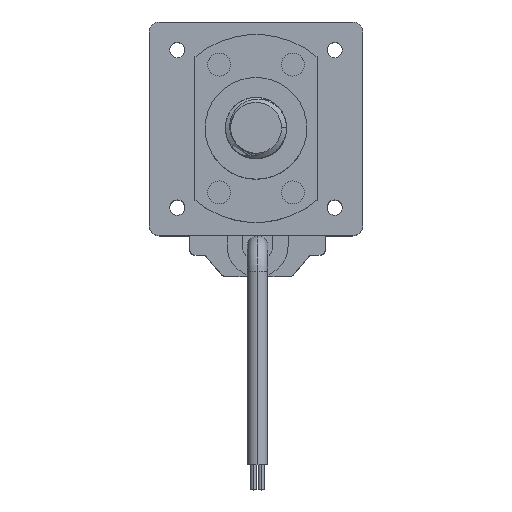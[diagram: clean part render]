
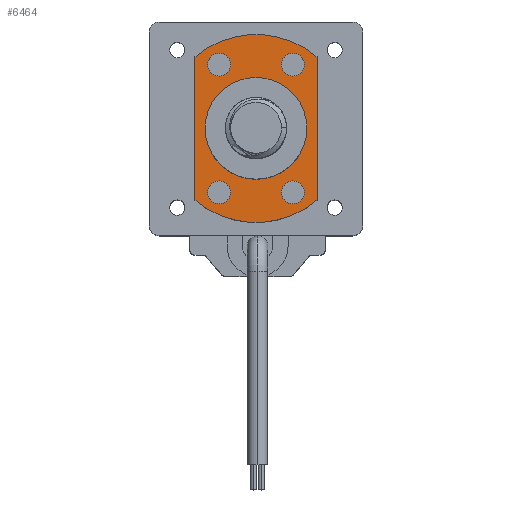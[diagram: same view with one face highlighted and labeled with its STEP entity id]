
A CAD part, top view. The second image highlights one B-rep face of the part: STEP entity #6464.
In plain terms, the highlighted planar face has unit normal (0, 0, 1).
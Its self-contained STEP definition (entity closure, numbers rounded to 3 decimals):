
#203 = AXIS2_PLACEMENT_3D ( 'NONE', #23639, #10316, #1833 ) ;
#256 = CIRCLE ( 'NONE', #14930, 2.25 ) ;
#405 = DIRECTION ( 'NONE',  ( 1., 0., 0. ) ) ;
#460 = ORIENTED_EDGE ( 'NONE', *, *, #24459, .F. ) ;
#897 = VECTOR ( 'NONE', #27606, 1000. ) ;
#1010 = CIRCLE ( 'NONE', #24377, 2.25 ) ;
#1021 = CARTESIAN_POINT ( 'NONE',  ( -12., 14.08, 86.6 ) ) ;
#1511 = CARTESIAN_POINT ( 'NONE',  ( 10., 0., 86.6 ) ) ;
#1736 = VERTEX_POINT ( 'NONE', #14139 ) ;
#1817 = EDGE_CURVE ( 'NONE', #11483, #26745, #19065, .T. ) ;
#1833 = DIRECTION ( 'NONE',  ( 1., 0., 0. ) ) ;
#1927 = DIRECTION ( 'NONE',  ( 0., 0., 1. ) ) ;
#1984 = ORIENTED_EDGE ( 'NONE', *, *, #1817, .F. ) ;
#2049 = DIRECTION ( 'NONE',  ( -1., 0., 0. ) ) ;
#2194 = ORIENTED_EDGE ( 'NONE', *, *, #5733, .F. ) ;
#2767 = FACE_OUTER_BOUND ( 'NONE', #23404, .T. ) ;
#3121 = EDGE_CURVE ( 'NONE', #27258, #12364, #14443, .T. ) ;
#3279 = ORIENTED_EDGE ( 'NONE', *, *, #3121, .T. ) ;
#3698 = DIRECTION ( 'NONE',  ( 0., 0., 1. ) ) ;
#4157 = ORIENTED_EDGE ( 'NONE', *, *, #4472, .F. ) ;
#4369 = DIRECTION ( 'NONE',  ( 1., 0., 0. ) ) ;
#4374 = CARTESIAN_POINT ( 'NONE',  ( 5., -12.557, 86.6 ) ) ;
#4472 = EDGE_CURVE ( 'NONE', #15690, #25577, #13378, .T. ) ;
#4623 = AXIS2_PLACEMENT_3D ( 'NONE', #10739, #3698, #25773 ) ;
#4649 = CARTESIAN_POINT ( 'NONE',  ( 0., 0., 86.6 ) ) ;
#4706 = DIRECTION ( 'NONE',  ( 0., 0., 1. ) ) ;
#4940 = VERTEX_POINT ( 'NONE', #8138 ) ;
#5107 = ORIENTED_EDGE ( 'NONE', *, *, #20446, .F. ) ;
#5372 = VERTEX_POINT ( 'NONE', #6370 ) ;
#5401 = VERTEX_POINT ( 'NONE', #14845 ) ;
#5533 = EDGE_LOOP ( 'NONE', ( #4157, #14234 ) ) ;
#5733 = EDGE_CURVE ( 'NONE', #6147, #28247, #1010, .T. ) ;
#5735 = CARTESIAN_POINT ( 'NONE',  ( 0., 0., 86.6 ) ) ;
#6077 = EDGE_LOOP ( 'NONE', ( #18430, #1984 ) ) ;
#6147 = VERTEX_POINT ( 'NONE', #23937 ) ;
#6370 = CARTESIAN_POINT ( 'NONE',  ( 9.5, 12.557, 86.6 ) ) ;
#6384 = DIRECTION ( 'NONE',  ( 0., 0., 1. ) ) ;
#6464 = ADVANCED_FACE ( 'NONE', ( #9254, #15993, #26725, #2767, #7099, #24713 ), #7240, .T. ) ;
#6613 = CIRCLE ( 'NONE', #203, 2.25 ) ;
#6975 = AXIS2_PLACEMENT_3D ( 'NONE', #13214, #11069, #22494 ) ;
#7099 = FACE_BOUND ( 'NONE', #22561, .T. ) ;
#7240 = PLANE ( 'NONE',  #10644 ) ;
#7346 = LINE ( 'NONE', #1021, #26368 ) ;
#7542 = CIRCLE ( 'NONE', #12136, 18.5 ) ;
#7595 = ORIENTED_EDGE ( 'NONE', *, *, #22624, .T. ) ;
#8138 = CARTESIAN_POINT ( 'NONE',  ( -5., -12.557, 86.6 ) ) ;
#8297 = CIRCLE ( 'NONE', #4623, 18.5 ) ;
#8450 = DIRECTION ( 'NONE',  ( 0., 0., 1. ) ) ;
#9254 = FACE_BOUND ( 'NONE', #6077, .T. ) ;
#9370 = CIRCLE ( 'NONE', #25448, 2.25 ) ;
#9990 = CARTESIAN_POINT ( 'NONE',  ( -5., 12.557, 86.6 ) ) ;
#10316 = DIRECTION ( 'NONE',  ( 0., 0., 1. ) ) ;
#10392 = VERTEX_POINT ( 'NONE', #13101 ) ;
#10644 = AXIS2_PLACEMENT_3D ( 'NONE', #4649, #15859, #15718 ) ;
#10671 = CARTESIAN_POINT ( 'NONE',  ( -7.25, -12.557, 86.6 ) ) ;
#10739 = CARTESIAN_POINT ( 'NONE',  ( 0., 0., 86.6 ) ) ;
#10831 = DIRECTION ( 'NONE',  ( 1., 0., 0. ) ) ;
#10983 = CARTESIAN_POINT ( 'NONE',  ( -7.25, 12.557, 86.6 ) ) ;
#11069 = DIRECTION ( 'NONE',  ( 0., 0., 1. ) ) ;
#11483 = VERTEX_POINT ( 'NONE', #1511 ) ;
#11621 = ORIENTED_EDGE ( 'NONE', *, *, #24692, .F. ) ;
#12136 = AXIS2_PLACEMENT_3D ( 'NONE', #5735, #27797, #22952 ) ;
#12216 = CARTESIAN_POINT ( 'NONE',  ( 7.25, -12.557, 86.6 ) ) ;
#12364 = VERTEX_POINT ( 'NONE', #20482 ) ;
#12608 = CIRCLE ( 'NONE', #27695, 2.25 ) ;
#12658 = CARTESIAN_POINT ( 'NONE',  ( -9.5, 12.557, 86.6 ) ) ;
#12813 = DIRECTION ( 'NONE',  ( 0., 0., 1. ) ) ;
#13101 = CARTESIAN_POINT ( 'NONE',  ( -12., 14.08, 86.6 ) ) ;
#13214 = CARTESIAN_POINT ( 'NONE',  ( -7.25, 12.557, 86.6 ) ) ;
#13378 = CIRCLE ( 'NONE', #6975, 2.25 ) ;
#13948 = EDGE_LOOP ( 'NONE', ( #5107, #2194 ) ) ;
#14139 = CARTESIAN_POINT ( 'NONE',  ( 5., 12.557, 86.6 ) ) ;
#14234 = ORIENTED_EDGE ( 'NONE', *, *, #22361, .F. ) ;
#14443 = LINE ( 'NONE', #23192, #897 ) ;
#14515 = EDGE_CURVE ( 'NONE', #19708, #27258, #8297, .T. ) ;
#14845 = CARTESIAN_POINT ( 'NONE',  ( -9.5, -12.557, 86.6 ) ) ;
#14930 = AXIS2_PLACEMENT_3D ( 'NONE', #10671, #12813, #2049 ) ;
#15265 = EDGE_CURVE ( 'NONE', #26745, #11483, #27522, .T. ) ;
#15363 = CIRCLE ( 'NONE', #25866, 2.25 ) ;
#15429 = CARTESIAN_POINT ( 'NONE',  ( 0., 0., 86.6 ) ) ;
#15690 = VERTEX_POINT ( 'NONE', #12658 ) ;
#15718 = DIRECTION ( 'NONE',  ( 1., 0., 0. ) ) ;
#15859 = DIRECTION ( 'NONE',  ( 0., 0., 1. ) ) ;
#15993 = FACE_BOUND ( 'NONE', #25252, .T. ) ;
#17106 = CARTESIAN_POINT ( 'NONE',  ( 7.25, -12.557, 86.6 ) ) ;
#17281 = ORIENTED_EDGE ( 'NONE', *, *, #14515, .T. ) ;
#17551 = CARTESIAN_POINT ( 'NONE',  ( 12., -14.08, 86.6 ) ) ;
#18012 = ORIENTED_EDGE ( 'NONE', *, *, #27152, .F. ) ;
#18124 = CIRCLE ( 'NONE', #20391, 2.25 ) ;
#18387 = DIRECTION ( 'NONE',  ( 0., 0., 1. ) ) ;
#18430 = ORIENTED_EDGE ( 'NONE', *, *, #15265, .F. ) ;
#19065 = CIRCLE ( 'NONE', #21354, 10. ) ;
#19708 = VERTEX_POINT ( 'NONE', #21731 ) ;
#20391 = AXIS2_PLACEMENT_3D ( 'NONE', #28221, #8450, #26210 ) ;
#20394 = DIRECTION ( 'NONE',  ( -1., 0., 0. ) ) ;
#20446 = EDGE_CURVE ( 'NONE', #28247, #6147, #15363, .T. ) ;
#20482 = CARTESIAN_POINT ( 'NONE',  ( 12., 14.08, 86.6 ) ) ;
#20588 = ORIENTED_EDGE ( 'NONE', *, *, #21181, .F. ) ;
#20843 = ORIENTED_EDGE ( 'NONE', *, *, #24206, .T. ) ;
#21181 = EDGE_CURVE ( 'NONE', #5372, #1736, #6613, .T. ) ;
#21354 = AXIS2_PLACEMENT_3D ( 'NONE', #25589, #1927, #10831 ) ;
#21689 = DIRECTION ( 'NONE',  ( 0., 0., 1. ) ) ;
#21731 = CARTESIAN_POINT ( 'NONE',  ( -12., -14.08, 86.6 ) ) ;
#22361 = EDGE_CURVE ( 'NONE', #25577, #15690, #9370, .T. ) ;
#22494 = DIRECTION ( 'NONE',  ( 1., 0., 0. ) ) ;
#22561 = EDGE_LOOP ( 'NONE', ( #11621, #20588 ) ) ;
#22624 = EDGE_CURVE ( 'NONE', #10392, #19708, #7346, .T. ) ;
#22690 = DIRECTION ( 'NONE',  ( 0., -1., 0. ) ) ;
#22952 = DIRECTION ( 'NONE',  ( 1., 0., 0. ) ) ;
#23192 = CARTESIAN_POINT ( 'NONE',  ( 12., 14.08, 86.6 ) ) ;
#23404 = EDGE_LOOP ( 'NONE', ( #17281, #3279, #20843, #7595 ) ) ;
#23639 = CARTESIAN_POINT ( 'NONE',  ( 7.25, 12.557, 86.6 ) ) ;
#23738 = DIRECTION ( 'NONE',  ( 0., 0., 1. ) ) ;
#23937 = CARTESIAN_POINT ( 'NONE',  ( 9.5, -12.557, 86.6 ) ) ;
#24206 = EDGE_CURVE ( 'NONE', #12364, #10392, #7542, .T. ) ;
#24360 = CARTESIAN_POINT ( 'NONE',  ( 7.25, 12.557, 86.6 ) ) ;
#24377 = AXIS2_PLACEMENT_3D ( 'NONE', #17106, #21689, #27094 ) ;
#24459 = EDGE_CURVE ( 'NONE', #4940, #5401, #18124, .T. ) ;
#24692 = EDGE_CURVE ( 'NONE', #1736, #5372, #12608, .T. ) ;
#24713 = FACE_BOUND ( 'NONE', #13948, .T. ) ;
#25252 = EDGE_LOOP ( 'NONE', ( #18012, #460 ) ) ;
#25448 = AXIS2_PLACEMENT_3D ( 'NONE', #10983, #6384, #4369 ) ;
#25577 = VERTEX_POINT ( 'NONE', #9990 ) ;
#25589 = CARTESIAN_POINT ( 'NONE',  ( 0., 0., 86.6 ) ) ;
#25711 = CARTESIAN_POINT ( 'NONE',  ( -10., 0., 86.6 ) ) ;
#25773 = DIRECTION ( 'NONE',  ( 1., 0., 0. ) ) ;
#25866 = AXIS2_PLACEMENT_3D ( 'NONE', #12216, #18387, #20394 ) ;
#26210 = DIRECTION ( 'NONE',  ( -1., 0., 0. ) ) ;
#26368 = VECTOR ( 'NONE', #22690, 1000. ) ;
#26725 = FACE_BOUND ( 'NONE', #5533, .T. ) ;
#26745 = VERTEX_POINT ( 'NONE', #25711 ) ;
#27094 = DIRECTION ( 'NONE',  ( -1., 0., 0. ) ) ;
#27152 = EDGE_CURVE ( 'NONE', #5401, #4940, #256, .T. ) ;
#27258 = VERTEX_POINT ( 'NONE', #17551 ) ;
#27522 = CIRCLE ( 'NONE', #27969, 10. ) ;
#27606 = DIRECTION ( 'NONE',  ( 0., 1., 0. ) ) ;
#27695 = AXIS2_PLACEMENT_3D ( 'NONE', #24360, #4706, #405 ) ;
#27797 = DIRECTION ( 'NONE',  ( 0., 0., 1. ) ) ;
#27969 = AXIS2_PLACEMENT_3D ( 'NONE', #15429, #23738, #28022 ) ;
#28022 = DIRECTION ( 'NONE',  ( 1., 0., 0. ) ) ;
#28221 = CARTESIAN_POINT ( 'NONE',  ( -7.25, -12.557, 86.6 ) ) ;
#28247 = VERTEX_POINT ( 'NONE', #4374 ) ;
